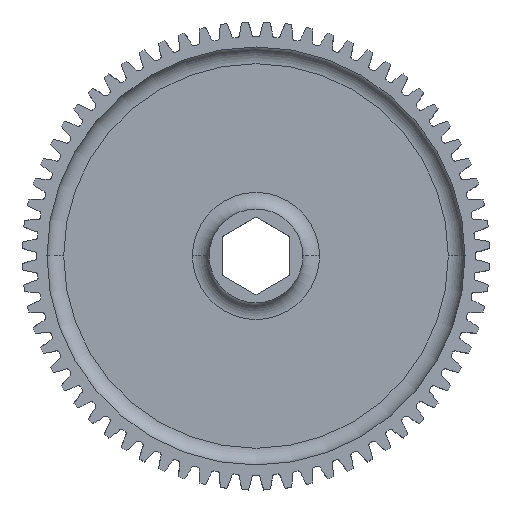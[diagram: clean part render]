
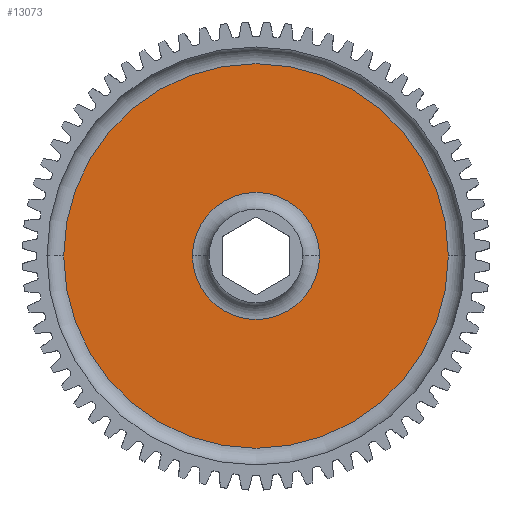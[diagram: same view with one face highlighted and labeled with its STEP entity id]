
A CAD part, top view. The second image highlights one B-rep face of the part: STEP entity #13073.
In plain terms, the highlighted planar face has unit normal (0, 0, 1).
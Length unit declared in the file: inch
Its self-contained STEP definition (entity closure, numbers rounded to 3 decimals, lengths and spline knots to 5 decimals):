
#841 = CIRCLE ( 'NONE', #12084, 1.4375 ) ;
#1626 = DIRECTION ( 'NONE',  ( 0., 0., -1. ) ) ;
#3426 = CARTESIAN_POINT ( 'NONE',  ( 0., 0., 0.045 ) ) ;
#3601 = CARTESIAN_POINT ( 'NONE',  ( 1.4375, 0., 0.045 ) ) ;
#4127 = CARTESIAN_POINT ( 'NONE',  ( 0., 0., 0.045 ) ) ;
#4306 = DIRECTION ( 'NONE',  ( 1., 0., 0. ) ) ;
#6104 = DIRECTION ( 'NONE',  ( 0., 0., 1. ) ) ;
#6735 = FACE_OUTER_BOUND ( 'NONE', #7766, .T. ) ;
#7050 = EDGE_CURVE ( 'NONE', #15123, #16784, #23442, .T. ) ;
#7766 = EDGE_LOOP ( 'NONE', ( #8955, #17980 ) ) ;
#8955 = ORIENTED_EDGE ( 'NONE', *, *, #7050, .T. ) ;
#9786 = CARTESIAN_POINT ( 'NONE',  ( 0.475, 0., 0.045 ) ) ;
#9883 = CARTESIAN_POINT ( 'NONE',  ( 0., 0., 0.045 ) ) ;
#10004 = AXIS2_PLACEMENT_3D ( 'NONE', #22349, #18585, #12681 ) ;
#10040 = DIRECTION ( 'NONE',  ( 0., 0., 1. ) ) ;
#11212 = EDGE_CURVE ( 'NONE', #16784, #15123, #841, .T. ) ;
#11261 = DIRECTION ( 'NONE',  ( 1., 0., 0. ) ) ;
#11358 = VERTEX_POINT ( 'NONE', #9786 ) ;
#11527 = VERTEX_POINT ( 'NONE', #20295 ) ;
#12084 = AXIS2_PLACEMENT_3D ( 'NONE', #4127, #6104, #23340 ) ;
#12324 = CIRCLE ( 'NONE', #15254, 0.475 ) ;
#12681 = DIRECTION ( 'NONE',  ( 1., 0., 0. ) ) ;
#13073 = ADVANCED_FACE ( 'NONE', ( #16536, #6735 ), #21438, .T. ) ;
#13532 = AXIS2_PLACEMENT_3D ( 'NONE', #3426, #1626, #22490 ) ;
#13858 = ORIENTED_EDGE ( 'NONE', *, *, #18352, .T. ) ;
#15123 = VERTEX_POINT ( 'NONE', #3601 ) ;
#15124 = CARTESIAN_POINT ( 'NONE',  ( -1.4375, 0., 0.045 ) ) ;
#15254 = AXIS2_PLACEMENT_3D ( 'NONE', #24330, #22728, #11261 ) ;
#15732 = ORIENTED_EDGE ( 'NONE', *, *, #19002, .T. ) ;
#16536 = FACE_BOUND ( 'NONE', #24140, .T. ) ;
#16755 = CIRCLE ( 'NONE', #13532, 0.475 ) ;
#16784 = VERTEX_POINT ( 'NONE', #15124 ) ;
#17980 = ORIENTED_EDGE ( 'NONE', *, *, #11212, .T. ) ;
#18352 = EDGE_CURVE ( 'NONE', #11527, #11358, #12324, .T. ) ;
#18585 = DIRECTION ( 'NONE',  ( 0., 0., 1. ) ) ;
#19002 = EDGE_CURVE ( 'NONE', #11358, #11527, #16755, .T. ) ;
#20234 = AXIS2_PLACEMENT_3D ( 'NONE', #9883, #10040, #4306 ) ;
#20295 = CARTESIAN_POINT ( 'NONE',  ( -0.475, 0., 0.045 ) ) ;
#21438 = PLANE ( 'NONE',  #20234 ) ;
#22349 = CARTESIAN_POINT ( 'NONE',  ( 0., 0., 0.045 ) ) ;
#22490 = DIRECTION ( 'NONE',  ( 1., 0., 0. ) ) ;
#22728 = DIRECTION ( 'NONE',  ( 0., 0., -1. ) ) ;
#23340 = DIRECTION ( 'NONE',  ( 1., 0., 0. ) ) ;
#23442 = CIRCLE ( 'NONE', #10004, 1.4375 ) ;
#24140 = EDGE_LOOP ( 'NONE', ( #15732, #13858 ) ) ;
#24330 = CARTESIAN_POINT ( 'NONE',  ( 0., 0., 0.045 ) ) ;
